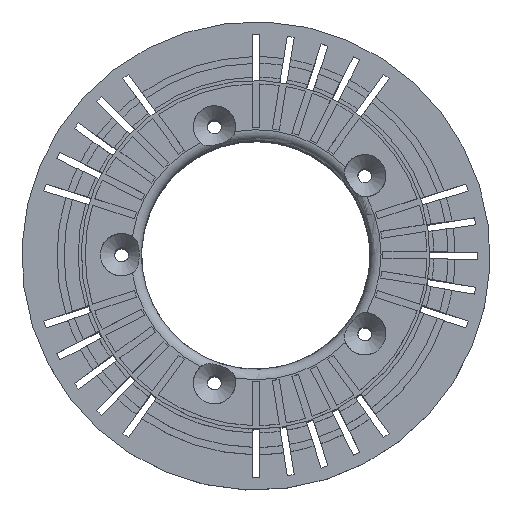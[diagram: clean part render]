
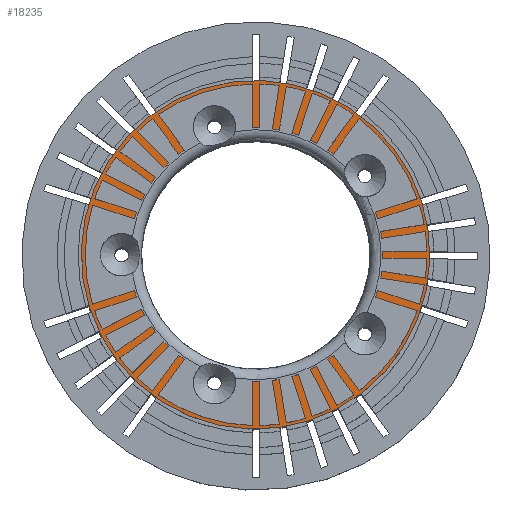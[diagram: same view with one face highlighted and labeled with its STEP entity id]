
A CAD part, top view. The second image highlights one B-rep face of the part: STEP entity #18235.
In plain terms, the highlighted planar face has unit normal (0, 0, 1).
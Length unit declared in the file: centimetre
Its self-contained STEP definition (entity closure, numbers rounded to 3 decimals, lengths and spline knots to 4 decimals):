
#214=FACE_BOUND($,#3373,.T.);
#215=FACE_BOUND($,#3374,.T.);
#1034=CIRCLE($,#19718,3.25);
#1036=CIRCLE($,#19722,0.563);
#1039=CIRCLE($,#19738,3.25);
#1041=CIRCLE($,#19748,3.25);
#1042=CIRCLE($,#19756,0.563);
#1044=CIRCLE($,#19776,3.25);
#1047=CIRCLE($,#19794,3.25);
#1048=CIRCLE($,#19811,3.25);
#1050=CIRCLE($,#19818,0.563);
#1052=CIRCLE($,#19830,0.563);
#1054=CIRCLE($,#19833,3.25);
#1057=CIRCLE($,#19841,0.563);
#1058=CIRCLE($,#19843,4.95);
#3373=EDGE_LOOP($,(#16669,#16670,#16671,#16672,#16673,#16674,#16675,#16676,
#16677,#16678,#16679,#16680,#16681,#16682,#16683,#16684,#16685,#16686,#16687,
#16688,#16689,#16690));
#3374=EDGE_LOOP($,(#16691));
#5087=LINE($,#31020,#6897);
#5107=LINE($,#31130,#6917);
#5122=LINE($,#31198,#6932);
#5134=LINE($,#31267,#6944);
#5137=LINE($,#31276,#6947);
#5138=LINE($,#31280,#6948);
#5146=LINE($,#31342,#6956);
#5156=LINE($,#31379,#6966);
#5171=LINE($,#31461,#6981);
#5178=LINE($,#31505,#6988);
#6897=VECTOR($,#24473,0.2435);
#6917=VECTOR($,#24539,0.2205);
#6932=VECTOR($,#24584,0.2177);
#6944=VECTOR($,#24624,0.1968);
#6947=VECTOR($,#24637,0.2177);
#6948=VECTOR($,#24640,0.2205);
#6956=VECTOR($,#24666,0.2189);
#6966=VECTOR($,#24690,0.2435);
#6981=VECTOR($,#24743,0.2244);
#6988=VECTOR($,#24762,0.2488);
#8665=VERTEX_POINT($,#31018);
#8666=VERTEX_POINT($,#31019);
#8669=VERTEX_POINT($,#31027);
#8674=VERTEX_POINT($,#31048);
#8692=VERTEX_POINT($,#31124);
#8693=VERTEX_POINT($,#31129);
#8696=VERTEX_POINT($,#31140);
#8704=VERTEX_POINT($,#31174);
#8711=VERTEX_POINT($,#31196);
#8724=VERTEX_POINT($,#31266);
#8725=VERTEX_POINT($,#31274);
#8726=VERTEX_POINT($,#31278);
#8727=VERTEX_POINT($,#31279);
#8730=VERTEX_POINT($,#31287);
#8741=VERTEX_POINT($,#31340);
#8742=VERTEX_POINT($,#31341);
#8751=VERTEX_POINT($,#31376);
#8752=VERTEX_POINT($,#31378);
#8769=VERTEX_POINT($,#31459);
#8770=VERTEX_POINT($,#31460);
#8773=VERTEX_POINT($,#31468);
#8781=VERTEX_POINT($,#31504);
#8789=VERTEX_POINT($,#31570);
#11255=EDGE_CURVE($,#8665,#8666,#5087,.T.);
#11259=EDGE_CURVE($,#8669,#8666,#1034,.T.);
#11265=EDGE_CURVE($,#8665,#8674,#1036,.T.);
#11291=EDGE_CURVE($,#8692,#8669,#1039,.T.);
#11292=EDGE_CURVE($,#8692,#8693,#5107,.T.);
#11306=EDGE_CURVE($,#8696,#8704,#1041,.T.);
#11317=EDGE_CURVE($,#8711,#8704,#5122,.T.);
#11318=EDGE_CURVE($,#8711,#8693,#1042,.T.);
#11338=EDGE_CURVE($,#8674,#8724,#5134,.T.);
#11343=EDGE_CURVE($,#8696,#8725,#5137,.T.);
#11344=EDGE_CURVE($,#8726,#8727,#5138,.T.);
#11348=EDGE_CURVE($,#8730,#8726,#1044,.T.);
#11360=EDGE_CURVE($,#8741,#8742,#5146,.T.);
#11374=EDGE_CURVE($,#8751,#8752,#5156,.T.);
#11381=EDGE_CURVE($,#8751,#8730,#1047,.T.);
#11401=EDGE_CURVE($,#8769,#8770,#5171,.T.);
#11405=EDGE_CURVE($,#8773,#8769,#1048,.T.);
#11414=EDGE_CURVE($,#8781,#8773,#5178,.T.);
#11418=EDGE_CURVE($,#8741,#8781,#1050,.T.);
#11431=EDGE_CURVE($,#8770,#8752,#1052,.T.);
#11433=EDGE_CURVE($,#8724,#8742,#1054,.T.);
#11440=EDGE_CURVE($,#8727,#8725,#1057,.T.);
#11441=EDGE_CURVE($,#8789,#8789,#1058,.T.);
#16669=ORIENTED_EDGE($,*,*,#11433,.T.);
#16670=ORIENTED_EDGE($,*,*,#11360,.F.);
#16671=ORIENTED_EDGE($,*,*,#11418,.T.);
#16672=ORIENTED_EDGE($,*,*,#11414,.T.);
#16673=ORIENTED_EDGE($,*,*,#11405,.T.);
#16674=ORIENTED_EDGE($,*,*,#11401,.T.);
#16675=ORIENTED_EDGE($,*,*,#11431,.T.);
#16676=ORIENTED_EDGE($,*,*,#11374,.F.);
#16677=ORIENTED_EDGE($,*,*,#11381,.T.);
#16678=ORIENTED_EDGE($,*,*,#11348,.T.);
#16679=ORIENTED_EDGE($,*,*,#11344,.T.);
#16680=ORIENTED_EDGE($,*,*,#11440,.T.);
#16681=ORIENTED_EDGE($,*,*,#11343,.F.);
#16682=ORIENTED_EDGE($,*,*,#11306,.T.);
#16683=ORIENTED_EDGE($,*,*,#11317,.F.);
#16684=ORIENTED_EDGE($,*,*,#11318,.T.);
#16685=ORIENTED_EDGE($,*,*,#11292,.F.);
#16686=ORIENTED_EDGE($,*,*,#11291,.T.);
#16687=ORIENTED_EDGE($,*,*,#11259,.T.);
#16688=ORIENTED_EDGE($,*,*,#11255,.F.);
#16689=ORIENTED_EDGE($,*,*,#11265,.T.);
#16690=ORIENTED_EDGE($,*,*,#11338,.T.);
#16691=ORIENTED_EDGE($,*,*,#11441,.T.);
#17315=PLANE($,#19842);
#18235=ADVANCED_FACE($,(#214,#215),#17315,.T.);
#19718=AXIS2_PLACEMENT_3D($,#31028,#24479,#24480);
#19722=AXIS2_PLACEMENT_3D($,#31049,#24489,#24490);
#19738=AXIS2_PLACEMENT_3D($,#31127,#24535,#24536);
#19748=AXIS2_PLACEMENT_3D($,#31176,#24562,#24563);
#19756=AXIS2_PLACEMENT_3D($,#31200,#24587,#24588);
#19776=AXIS2_PLACEMENT_3D($,#31288,#24646,#24647);
#19794=AXIS2_PLACEMENT_3D($,#31400,#24700,#24701);
#19811=AXIS2_PLACEMENT_3D($,#31469,#24749,#24750);
#19818=AXIS2_PLACEMENT_3D($,#31511,#24769,#24770);
#19830=AXIS2_PLACEMENT_3D($,#31535,#24801,#24802);
#19833=AXIS2_PLACEMENT_3D($,#31538,#24807,#24808);
#19841=AXIS2_PLACEMENT_3D($,#31568,#24823,#24824);
#19842=AXIS2_PLACEMENT_3D($,#31569,#24825,#24826);
#19843=AXIS2_PLACEMENT_3D($,#31571,#24827,#24828);
#24473=DIRECTION($,(0.378,0.926,0.));
#24479=DIRECTION('center_axis',(0.,0.,-1.));
#24480=DIRECTION('ref_axis',(1.,0.,0.));
#24489=DIRECTION('center_axis',(0.,0.,-1.));
#24490=DIRECTION('ref_axis',(0.309,0.951,0.));
#24535=DIRECTION('center_axis',(0.,0.,-1.));
#24536=DIRECTION('ref_axis',(1.,0.,0.));
#24539=DIRECTION($,(0.85,-0.527,0.));
#24562=DIRECTION('center_axis',(0.,0.,-1.));
#24563=DIRECTION('ref_axis',(1.,0.,0.));
#24584=DIRECTION($,(-0.763,0.646,0.));
#24587=DIRECTION('center_axis',(0.,0.,-1.));
#24588=DIRECTION('ref_axis',(-0.809,0.588,0.));
#24624=DIRECTION($,(0.238,0.971,0.));
#24637=DIRECTION($,(0.763,0.646,0.));
#24640=DIRECTION($,(0.85,0.527,0.));
#24646=DIRECTION('center_axis',(0.,0.,-1.));
#24647=DIRECTION('ref_axis',(1.,0.,0.));
#24666=DIRECTION($,(0.997,-0.074,0.));
#24690=DIRECTION($,(-0.378,0.926,0.));
#24700=DIRECTION('center_axis',(0.,0.,-1.));
#24701=DIRECTION('ref_axis',(1.,0.,0.));
#24743=DIRECTION($,(-0.238,0.971,0.));
#24749=DIRECTION('center_axis',(0.,0.,-1.));
#24750=DIRECTION('ref_axis',(1.,0.,0.));
#24762=DIRECTION($,(0.997,0.074,0.));
#24769=DIRECTION('center_axis',(0.,0.,-1.));
#24770=DIRECTION('ref_axis',(1.,0.,0.));
#24801=DIRECTION('center_axis',(0.,0.,-1.));
#24802=DIRECTION('ref_axis',(0.309,-0.951,0.));
#24807=DIRECTION('center_axis',(0.,0.,-1.));
#24808=DIRECTION('ref_axis',(1.,0.,0.));
#24823=DIRECTION('center_axis',(0.,0.,-1.));
#24824=DIRECTION('ref_axis',(-0.809,-0.588,0.));
#24825=DIRECTION('center_axis',(0.,0.,1.));
#24826=DIRECTION('ref_axis',(0.,1.,0.));
#24827=DIRECTION('center_axis',(0.,0.,1.));
#24828=DIRECTION('ref_axis',(1.,0.,0.));
#31018=CARTESIAN_POINT('',(-0.6754,-3.4277,21.));
#31019=CARTESIAN_POINT('',(-0.5833,-3.2023,21.));
#31020=CARTESIAN_POINT($,(0.0183,-1.7301,21.));
#31027=CARTESIAN_POINT('',(-0.0218,-3.2495,21.));
#31028=CARTESIAN_POINT('Origin',(-0.0311,0.0004,
21.));
#31048=CARTESIAN_POINT('',(-1.4814,-3.1221,21.));
#31049=CARTESIAN_POINT('Origin',(-1.2068,-3.6136,21.));
#31124=CARTESIAN_POINT('',(2.3125,-2.2703,21.));
#31127=CARTESIAN_POINT('Origin',(-0.0125,0.0004,
21.));
#31129=CARTESIAN_POINT('',(2.5,-2.3865,21.));
#31130=CARTESIAN_POINT($,(0.9641,-1.4351,21.));
#31140=CARTESIAN_POINT('',(2.8546,1.5308,21.));
#31174=CARTESIAN_POINT('',(2.8546,-1.5299,21.));
#31176=CARTESIAN_POINT('Origin',(-0.0125,0.0004,
21.));
#31196=CARTESIAN_POINT('',(3.0208,-1.6706,21.));
#31198=CARTESIAN_POINT($,(1.7247,-0.5743,21.));
#31200=CARTESIAN_POINT('Origin',(3.0417,-2.2331,21.));
#31266=CARTESIAN_POINT('',(-1.4345,-2.9309,21.));
#31267=CARTESIAN_POINT($,(-1.0787,-1.4795,21.));
#31274=CARTESIAN_POINT('',(3.0208,1.6714,21.));
#31276=CARTESIAN_POINT($,(1.6416,0.5048,21.));
#31278=CARTESIAN_POINT('',(2.3125,2.2712,21.));
#31279=CARTESIAN_POINT('',(2.5,2.3874,21.));
#31280=CARTESIAN_POINT($,(0.9641,1.436,21.));
#31287=CARTESIAN_POINT('',(-0.0218,3.2504,21.));
#31288=CARTESIAN_POINT('Origin',(-0.0125,0.0004,
21.));
#31340=CARTESIAN_POINT('',(-3.4687,-0.4292,21.));
#31341=CARTESIAN_POINT('',(-3.2504,-0.4453,21.));
#31342=CARTESIAN_POINT($,(-1.7658,-0.555,21.));
#31376=CARTESIAN_POINT('',(-0.5833,3.2032,21.));
#31378=CARTESIAN_POINT('',(-0.6754,3.4286,21.));
#31379=CARTESIAN_POINT($,(0.0183,1.731,21.));
#31400=CARTESIAN_POINT('Origin',(-0.0311,0.0004,
21.));
#31459=CARTESIAN_POINT('',(-1.4557,2.9216,21.));
#31460=CARTESIAN_POINT('',(-1.5091,3.1396,21.));
#31461=CARTESIAN_POINT($,(-1.0771,1.3769,21.));
#31468=CARTESIAN_POINT('',(-3.2471,0.4695,21.));
#31469=CARTESIAN_POINT('Origin',(-0.0311,0.0004,
21.));
#31504=CARTESIAN_POINT('',(-3.4952,0.4512,21.));
#31505=CARTESIAN_POINT($,(-1.7799,0.5779,21.));
#31511=CARTESIAN_POINT('Origin',(-3.8325,0.0004,
21.));
#31535=CARTESIAN_POINT('Origin',(-1.2068,3.6145,21.));
#31538=CARTESIAN_POINT('Origin',(-0.0311,0.0004,
21.));
#31568=CARTESIAN_POINT('Origin',(3.0417,2.234,21.));
#31569=CARTESIAN_POINT('Origin',(-0.0125,0.0004,
21.));
#31570=CARTESIAN_POINT('',(4.1718,-2.6441,21.));
#31571=CARTESIAN_POINT('Origin',(-0.0125,0.0004,
21.));
